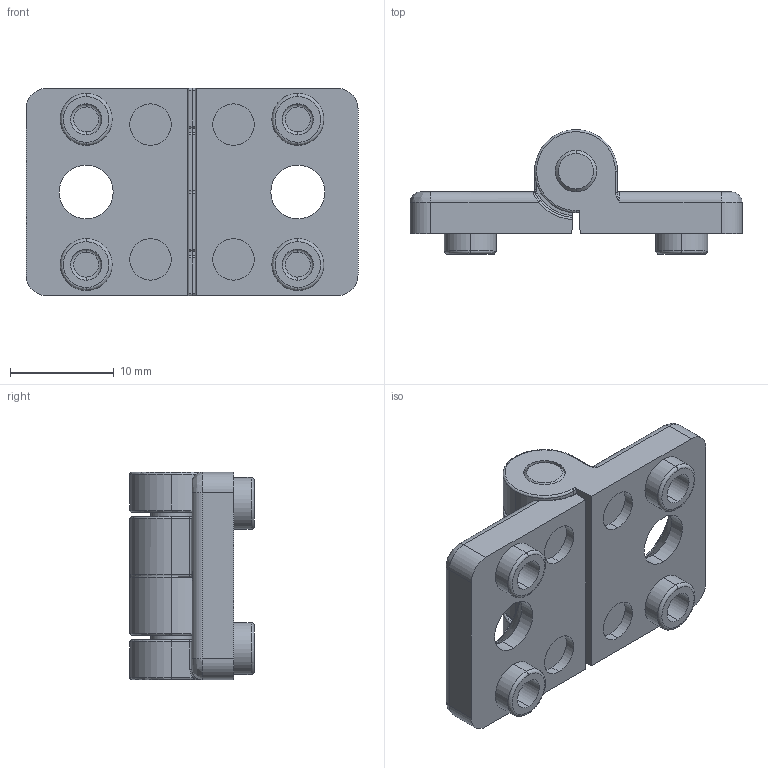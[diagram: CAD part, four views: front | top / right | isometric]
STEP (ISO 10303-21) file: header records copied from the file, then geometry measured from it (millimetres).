
FILE_DESCRIPTION (( 'STEP AP214' ), '1' );
FILE_NAME ('7225700', '2019-01-30T08:55:57', ( '' ), ('JUGARD+KÜNSTNER GmbH'), 'SwSTEP 2.0', 'SolidWorks 2017', '' );
FILE_SCHEMA (( 'AUTOMOTIVE_DESIGN' ));
Length unit declared in the file: millimetre
Products named in the file (3): 7225700; Part3; Part1
Assembly tree (3 placements, depth 2):
  7225700
    Part3  x2
    Part1
Bounding box: 32 x 12 x 20 mm (x, y, z)
Volume: 2934.2 mm3; surface area: 3150.8 mm2
Topology: 3 solids, 3 shells, 263 faces, 625 edges, 376 vertices
Faces by surface type: cylinder 98, plane 80, bspline 56, cone 29
Entity records: 7811 total; most frequent: CARTESIAN_POINT 2174, ORIENTED_EDGE 808, DIRECTION 711, EDGE_CURVE 404, AXIS2_PLACEMENT_3D 289, VERTEX_POINT 242, EDGE_LOOP 182, UNCERTAINTY_MEASURE_WITH_UNIT 178
